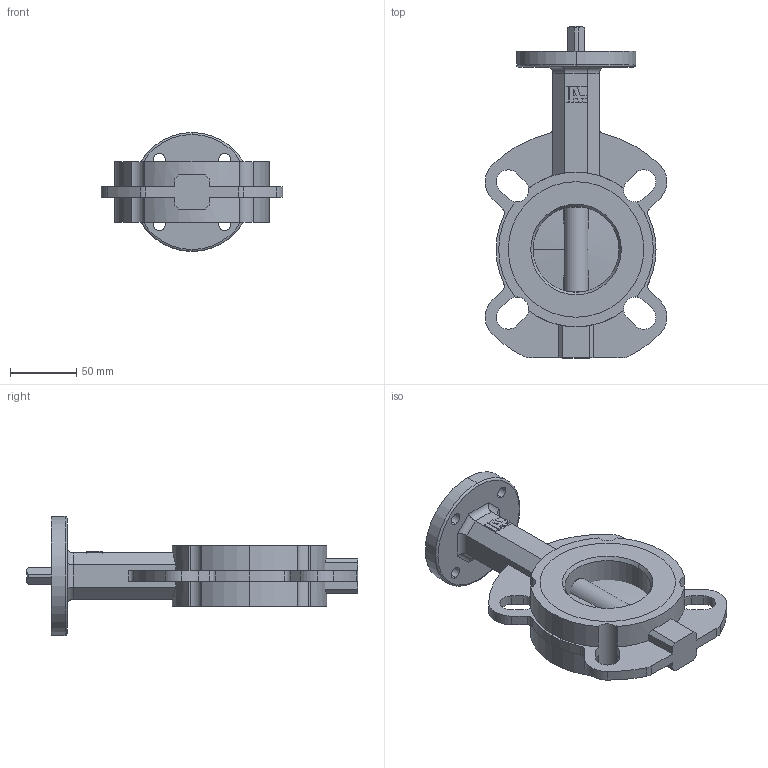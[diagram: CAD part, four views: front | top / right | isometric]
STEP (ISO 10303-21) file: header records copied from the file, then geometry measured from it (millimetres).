
FILE_DESCRIPTION (( 'STEP AP214' ), '1' );
FILE_NAME ('D10065.step', '2013-07-30T15:01:28', ( 'mbuehlmann' ), ( '' ), 'SwSTEP 2.0', 'SolidWorks 2012', '' );
FILE_SCHEMA (( 'AUTOMOTIVE_DESIGN' ));
Length unit declared in the file: millimetre
Products named in the file (6): ia-Logo12_ia-Logo12; ia-scheibe250_ia-scheibe65; ia-Dichtungbasic_Dichtung65; ia-4kt_ia-4kt65; BO.D10065_ia-w65; D10065
Assembly tree (5 placements, depth 2):
  D10065
    BO.D10065_ia-w65
    ia-4kt_ia-4kt65
    ia-Dichtungbasic_Dichtung65
    ia-scheibe250_ia-scheibe65
    ia-Logo12_ia-Logo12
Bounding box: 137.46 x 251 x 90 mm (x, y, z)
Volume: 583259.2 mm3; surface area: 124984 mm2
Topology: 5 solids, 5 shells, 182 faces, 514 edges, 334 vertices
Faces by surface type: cylinder 78, plane 74, cone 16, torus 12, sphere 2
Entity records: 6322 total; most frequent: CARTESIAN_POINT 1264, DIRECTION 1048, ORIENTED_EDGE 1022, EDGE_CURVE 511, AXIS2_PLACEMENT_3D 393, VERTEX_POINT 333, VECTOR 262, LINE 262
